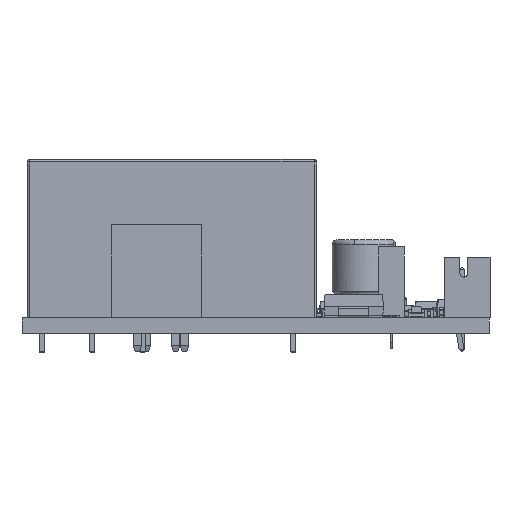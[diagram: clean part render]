
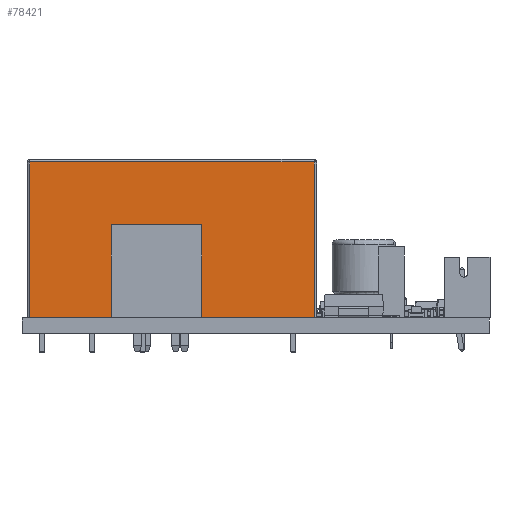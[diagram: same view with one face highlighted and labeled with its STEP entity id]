
A CAD part, left-side view. The second image highlights one B-rep face of the part: STEP entity #78421.
In plain terms, the highlighted face is planar.
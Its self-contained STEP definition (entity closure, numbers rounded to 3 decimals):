
#76712 = PLANE('',#76713);
#76713 = AXIS2_PLACEMENT_3D('',#76714,#76715,#76716);
#76714 = CARTESIAN_POINT('',(12.1,3.75,0.));
#76715 = DIRECTION('',(-0.,-0.,-1.));
#76716 = DIRECTION('',(-1.,0.,0.));
#76958 = VERTEX_POINT('',#76959);
#76959 = CARTESIAN_POINT('',(-2.05,10.,0.));
#76974 = CYLINDRICAL_SURFACE('',#76975,0.25);
#76975 = AXIS2_PLACEMENT_3D('',#76976,#76977,#76978);
#76976 = CARTESIAN_POINT('',(-2.05,9.75,0.));
#76977 = DIRECTION('',(0.,0.,1.));
#76978 = DIRECTION('',(-1.,0.,0.));
#76986 = EDGE_CURVE('',#76958,#76987,#76989,.T.);
#76987 = VERTEX_POINT('',#76988);
#76988 = CARTESIAN_POINT('',(26.25,10.,0.));
#76989 = SURFACE_CURVE('',#76990,(#76994,#77001),.PCURVE_S1.);
#76990 = LINE('',#76991,#76992);
#76991 = CARTESIAN_POINT('',(-2.3,10.,0.));
#76992 = VECTOR('',#76993,1.);
#76993 = DIRECTION('',(1.,0.,0.));
#76994 = PCURVE('',#76712,#76995);
#76995 = DEFINITIONAL_REPRESENTATION('',(#76996),#77000);
#76996 = LINE('',#76997,#76998);
#76997 = CARTESIAN_POINT('',(14.4,6.25));
#76998 = VECTOR('',#76999,1.);
#76999 = DIRECTION('',(-1.,0.));
#77000 = ( GEOMETRIC_REPRESENTATION_CONTEXT(2) 
PARAMETRIC_REPRESENTATION_CONTEXT() REPRESENTATION_CONTEXT('2D SPACE',''
  ) );
#77001 = PCURVE('',#77002,#77007);
#77002 = PLANE('',#77003);
#77003 = AXIS2_PLACEMENT_3D('',#77004,#77005,#77006);
#77004 = CARTESIAN_POINT('',(-2.3,10.,0.));
#77005 = DIRECTION('',(0.,1.,0.));
#77006 = DIRECTION('',(1.,0.,0.));
#77007 = DEFINITIONAL_REPRESENTATION('',(#77008),#77012);
#77008 = LINE('',#77009,#77010);
#77009 = CARTESIAN_POINT('',(0.,0.));
#77010 = VECTOR('',#77011,1.);
#77011 = DIRECTION('',(1.,0.));
#77012 = ( GEOMETRIC_REPRESENTATION_CONTEXT(2) 
PARAMETRIC_REPRESENTATION_CONTEXT() REPRESENTATION_CONTEXT('2D SPACE',''
  ) );
#77033 = CYLINDRICAL_SURFACE('',#77034,0.25);
#77034 = AXIS2_PLACEMENT_3D('',#77035,#77036,#77037);
#77035 = CARTESIAN_POINT('',(26.25,9.75,0.));
#77036 = DIRECTION('',(0.,0.,1.));
#77037 = DIRECTION('',(1.,0.,-0.));
#78273 = EDGE_CURVE('',#76987,#78274,#78276,.T.);
#78274 = VERTEX_POINT('',#78275);
#78275 = CARTESIAN_POINT('',(26.25,10.,15.45));
#78276 = SURFACE_CURVE('',#78277,(#78281,#78288),.PCURVE_S1.);
#78277 = LINE('',#78278,#78279);
#78278 = CARTESIAN_POINT('',(26.25,10.,0.));
#78279 = VECTOR('',#78280,1.);
#78280 = DIRECTION('',(0.,0.,1.));
#78281 = PCURVE('',#77033,#78282);
#78282 = DEFINITIONAL_REPRESENTATION('',(#78283),#78287);
#78283 = LINE('',#78284,#78285);
#78284 = CARTESIAN_POINT('',(1.571,0.));
#78285 = VECTOR('',#78286,1.);
#78286 = DIRECTION('',(0.,1.));
#78287 = ( GEOMETRIC_REPRESENTATION_CONTEXT(2) 
PARAMETRIC_REPRESENTATION_CONTEXT() REPRESENTATION_CONTEXT('2D SPACE',''
  ) );
#78288 = PCURVE('',#77002,#78289);
#78289 = DEFINITIONAL_REPRESENTATION('',(#78290),#78294);
#78290 = LINE('',#78291,#78292);
#78291 = CARTESIAN_POINT('',(28.55,0.));
#78292 = VECTOR('',#78293,1.);
#78293 = DIRECTION('',(0.,-1.));
#78294 = ( GEOMETRIC_REPRESENTATION_CONTEXT(2) 
PARAMETRIC_REPRESENTATION_CONTEXT() REPRESENTATION_CONTEXT('2D SPACE',''
  ) );
#78421 = ADVANCED_FACE('',(#78422),#77002,.T.);
#78422 = FACE_BOUND('',#78423,.T.);
#78423 = EDGE_LOOP('',(#78424,#78425,#78426,#78449));
#78424 = ORIENTED_EDGE('',*,*,#78273,.F.);
#78425 = ORIENTED_EDGE('',*,*,#76986,.F.);
#78426 = ORIENTED_EDGE('',*,*,#78427,.T.);
#78427 = EDGE_CURVE('',#76958,#78428,#78430,.T.);
#78428 = VERTEX_POINT('',#78429);
#78429 = CARTESIAN_POINT('',(-2.05,10.,15.45));
#78430 = SURFACE_CURVE('',#78431,(#78435,#78442),.PCURVE_S1.);
#78431 = LINE('',#78432,#78433);
#78432 = CARTESIAN_POINT('',(-2.05,10.,0.));
#78433 = VECTOR('',#78434,1.);
#78434 = DIRECTION('',(0.,0.,1.));
#78435 = PCURVE('',#77002,#78436);
#78436 = DEFINITIONAL_REPRESENTATION('',(#78437),#78441);
#78437 = LINE('',#78438,#78439);
#78438 = CARTESIAN_POINT('',(0.25,0.));
#78439 = VECTOR('',#78440,1.);
#78440 = DIRECTION('',(0.,-1.));
#78441 = ( GEOMETRIC_REPRESENTATION_CONTEXT(2) 
PARAMETRIC_REPRESENTATION_CONTEXT() REPRESENTATION_CONTEXT('2D SPACE',''
  ) );
#78442 = PCURVE('',#76974,#78443);
#78443 = DEFINITIONAL_REPRESENTATION('',(#78444),#78448);
#78444 = LINE('',#78445,#78446);
#78445 = CARTESIAN_POINT('',(4.712,0.));
#78446 = VECTOR('',#78447,1.);
#78447 = DIRECTION('',(0.,1.));
#78448 = ( GEOMETRIC_REPRESENTATION_CONTEXT(2) 
PARAMETRIC_REPRESENTATION_CONTEXT() REPRESENTATION_CONTEXT('2D SPACE',''
  ) );
#78449 = ORIENTED_EDGE('',*,*,#78450,.T.);
#78450 = EDGE_CURVE('',#78428,#78274,#78451,.T.);
#78451 = SURFACE_CURVE('',#78452,(#78456,#78463),.PCURVE_S1.);
#78452 = LINE('',#78453,#78454);
#78453 = CARTESIAN_POINT('',(-2.05,10.,15.45));
#78454 = VECTOR('',#78455,1.);
#78455 = DIRECTION('',(1.,0.,0.));
#78456 = PCURVE('',#77002,#78457);
#78457 = DEFINITIONAL_REPRESENTATION('',(#78458),#78462);
#78458 = LINE('',#78459,#78460);
#78459 = CARTESIAN_POINT('',(0.25,-15.45));
#78460 = VECTOR('',#78461,1.);
#78461 = DIRECTION('',(1.,0.));
#78462 = ( GEOMETRIC_REPRESENTATION_CONTEXT(2) 
PARAMETRIC_REPRESENTATION_CONTEXT() REPRESENTATION_CONTEXT('2D SPACE',''
  ) );
#78463 = PCURVE('',#78464,#78469);
#78464 = CYLINDRICAL_SURFACE('',#78465,0.25);
#78465 = AXIS2_PLACEMENT_3D('',#78466,#78467,#78468);
#78466 = CARTESIAN_POINT('',(-2.05,9.75,15.45));
#78467 = DIRECTION('',(1.,0.,0.));
#78468 = DIRECTION('',(-0.,1.,0.));
#78469 = DEFINITIONAL_REPRESENTATION('',(#78470),#78474);
#78470 = LINE('',#78471,#78472);
#78471 = CARTESIAN_POINT('',(0.,0.));
#78472 = VECTOR('',#78473,1.);
#78473 = DIRECTION('',(0.,1.));
#78474 = ( GEOMETRIC_REPRESENTATION_CONTEXT(2) 
PARAMETRIC_REPRESENTATION_CONTEXT() REPRESENTATION_CONTEXT('2D SPACE',''
  ) );
